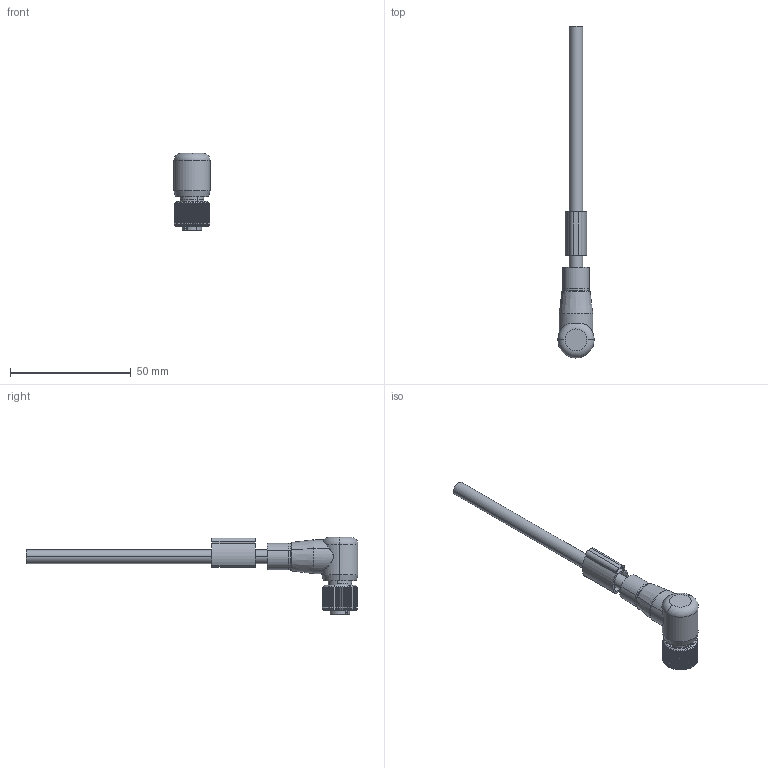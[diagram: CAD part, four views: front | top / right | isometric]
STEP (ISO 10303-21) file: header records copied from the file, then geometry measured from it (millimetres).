
FILE_DESCRIPTION(('CATIA V5 STEP Exchange','CAx-IF Rec.Pracs.--- Model Styling and Organization---1.4--- 2014-01-23'),'2;1');
FILE_NAME ('1181230-3_0', '2020-05-05T11:44:45+00:00', ('none'), ('Weidmueller'), 'CATIA Version 5-6 Release 2016 SP3 HF44', 'CATIA V5 STEP AP214', 'none');
FILE_SCHEMA(('AUTOMOTIVE_DESIGN { 1 0 10303 214 1 1 1 1 }'));
Length unit declared in the file: millimetre
Products named in the file (1): 1906542500
Bounding box: 15 x 137.5 x 32 mm (x, y, z)
Volume: 13624 mm3; surface area: 11239.7 mm2
Topology: 23 solids, 23 shells, 1019 faces, 2636 edges, 1683 vertices
Faces by surface type: cylinder 403, plane 333, cone 126, torus 89, bspline 52, revolution 8, extrusion 8
Entity records: 31873 total; most frequent: CARTESIAN_POINT 9965, ORIENTED_EDGE 5232, DIRECTION 3170, EDGE_CURVE 2616, VERTEX_POINT 1683, AXIS2_PLACEMENT_3D 1597, EDGE_LOOP 1101, ADVANCED_FACE 1019
